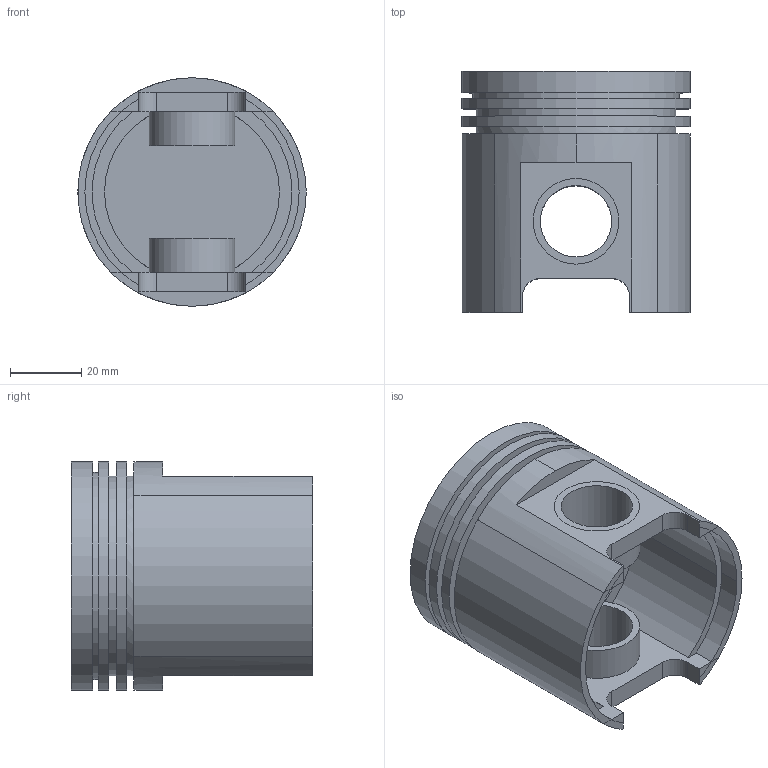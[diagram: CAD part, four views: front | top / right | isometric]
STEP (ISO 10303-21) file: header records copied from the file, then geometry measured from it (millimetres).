
FILE_DESCRIPTION(('Open CASCADE Model'),'2;1');
FILE_NAME('Open CASCADE Shape Model','2013-07-11T16:36:21',('Author'),( 'Open CASCADE'),'Open CASCADE STEP processor 6.5','Open CASCADE 6.5' ,'Unknown');
FILE_SCHEMA(('AUTOMOTIVE_DESIGN_CC2 { 1 2 10303 214 -1 1 5 4 }'));
Length unit declared in the file: metre
Products named in the file (1): Open CASCADE STEP translator 6.5 3
Bounding box: 64 x 67.5 x 64 mm (x, y, z)
Volume: 73357.7 mm3; surface area: 35327.7 mm2
Topology: 1 solids, 1 shells, 70 faces, 163 edges, 104 vertices
Faces by surface type: plane 43, cylinder 27
Full cylindrical faces by diameter (mm): 20 x2, 24 x2, 49 x1, 56 x2, 58 x1, 64 x3
Entity records: 3914 total; most frequent: CARTESIAN_POINT 1164, DIRECTION 377, ORIENTED_EDGE 326, PCURVE 326, DEFINITIONAL_REPRESENTATION 326, B_SPLINE_CURVE_WITH_KNOTS 248, EDGE_CURVE 163, SURFACE_CURVE 152
